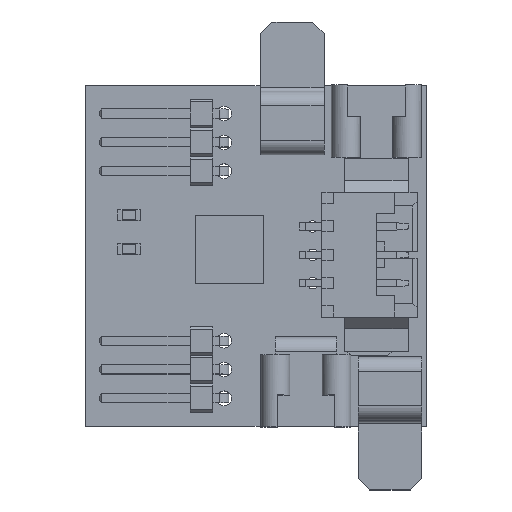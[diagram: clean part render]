
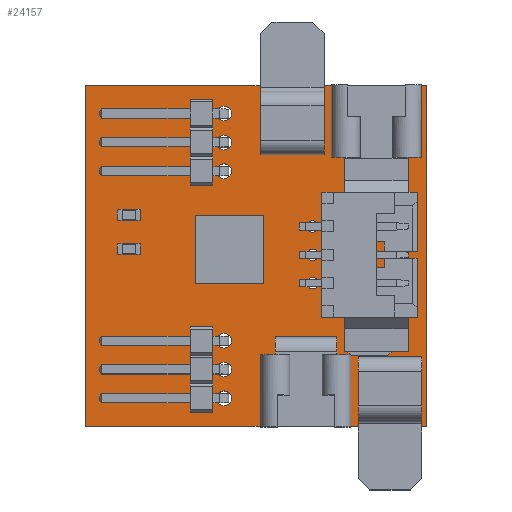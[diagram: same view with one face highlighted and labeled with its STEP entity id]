
A CAD part, top view. The second image highlights one B-rep face of the part: STEP entity #24157.
In plain terms, the highlighted planar face has unit normal (0, 0, 1).
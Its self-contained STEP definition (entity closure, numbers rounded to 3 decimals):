
#23891 = VERTEX_POINT('',#23892);
#23892 = CARTESIAN_POINT('',(7.5,-7.5,1.6));
#23898 = EDGE_CURVE('',#23891,#23899,#23901,.T.);
#23899 = VERTEX_POINT('',#23900);
#23900 = CARTESIAN_POINT('',(-7.5,-7.5,1.6));
#23901 = LINE('',#23902,#23903);
#23902 = CARTESIAN_POINT('',(7.5,-7.5,1.6));
#23903 = VECTOR('',#23904,1.);
#23904 = DIRECTION('',(-1.,0.,0.));
#23931 = VERTEX_POINT('',#23932);
#23932 = CARTESIAN_POINT('',(7.5,7.5,1.6));
#23938 = EDGE_CURVE('',#23931,#23891,#23939,.T.);
#23939 = LINE('',#23940,#23941);
#23940 = CARTESIAN_POINT('',(7.5,7.5,1.6));
#23941 = VECTOR('',#23942,1.);
#23942 = DIRECTION('',(0.,-1.,0.));
#23960 = EDGE_CURVE('',#23899,#23961,#23963,.T.);
#23961 = VERTEX_POINT('',#23962);
#23962 = CARTESIAN_POINT('',(-7.5,7.5,1.6));
#23963 = LINE('',#23964,#23965);
#23964 = CARTESIAN_POINT('',(-7.5,-7.5,1.6));
#23965 = VECTOR('',#23966,1.);
#23966 = DIRECTION('',(0.,1.,0.));
#24157 = ADVANCED_FACE('',(#24158,#24169,#24180,#24191,#24202,#24213,
    #24224,#24235,#24246,#24257,#24268,#24279,#24290,#24301,#24312),
  #24323,.T.);
#24158 = FACE_BOUND('',#24159,.T.);
#24159 = EDGE_LOOP('',(#24160,#24161,#24162,#24168));
#24160 = ORIENTED_EDGE('',*,*,#23898,.F.);
#24161 = ORIENTED_EDGE('',*,*,#23938,.F.);
#24162 = ORIENTED_EDGE('',*,*,#24163,.F.);
#24163 = EDGE_CURVE('',#23961,#23931,#24164,.T.);
#24164 = LINE('',#24165,#24166);
#24165 = CARTESIAN_POINT('',(-7.5,7.5,1.6));
#24166 = VECTOR('',#24167,1.);
#24167 = DIRECTION('',(1.,0.,0.));
#24168 = ORIENTED_EDGE('',*,*,#23960,.F.);
#24169 = FACE_BOUND('',#24170,.T.);
#24170 = EDGE_LOOP('',(#24171));
#24171 = ORIENTED_EDGE('',*,*,#24172,.T.);
#24172 = EDGE_CURVE('',#24173,#24173,#24175,.T.);
#24173 = VERTEX_POINT('',#24174);
#24174 = CARTESIAN_POINT('',(-1.4,-6.595,1.6));
#24175 = CIRCLE('',#24176,0.325);
#24176 = AXIS2_PLACEMENT_3D('',#24177,#24178,#24179);
#24177 = CARTESIAN_POINT('',(-1.4,-6.27,1.6));
#24178 = DIRECTION('',(-0.,0.,-1.));
#24179 = DIRECTION('',(-0.,-1.,0.));
#24180 = FACE_BOUND('',#24181,.T.);
#24181 = EDGE_LOOP('',(#24182));
#24182 = ORIENTED_EDGE('',*,*,#24183,.T.);
#24183 = EDGE_CURVE('',#24184,#24184,#24186,.T.);
#24184 = VERTEX_POINT('',#24185);
#24185 = CARTESIAN_POINT('',(-1.4,-5.325,1.6));
#24186 = CIRCLE('',#24187,0.325);
#24187 = AXIS2_PLACEMENT_3D('',#24188,#24189,#24190);
#24188 = CARTESIAN_POINT('',(-1.4,-5.,1.6));
#24189 = DIRECTION('',(-0.,0.,-1.));
#24190 = DIRECTION('',(-0.,-1.,0.));
#24191 = FACE_BOUND('',#24192,.T.);
#24192 = EDGE_LOOP('',(#24193));
#24193 = ORIENTED_EDGE('',*,*,#24194,.T.);
#24194 = EDGE_CURVE('',#24195,#24195,#24197,.T.);
#24195 = VERTEX_POINT('',#24196);
#24196 = CARTESIAN_POINT('',(-1.4,-4.055,1.6));
#24197 = CIRCLE('',#24198,0.325);
#24198 = AXIS2_PLACEMENT_3D('',#24199,#24200,#24201);
#24199 = CARTESIAN_POINT('',(-1.4,-3.73,1.6));
#24200 = DIRECTION('',(-0.,0.,-1.));
#24201 = DIRECTION('',(-0.,-1.,0.));
#24202 = FACE_BOUND('',#24203,.T.);
#24203 = EDGE_LOOP('',(#24204));
#24204 = ORIENTED_EDGE('',*,*,#24205,.T.);
#24205 = EDGE_CURVE('',#24206,#24206,#24208,.T.);
#24206 = VERTEX_POINT('',#24207);
#24207 = CARTESIAN_POINT('',(-1.865,-0.58,1.6));
#24208 = CIRCLE('',#24209,0.15);
#24209 = AXIS2_PLACEMENT_3D('',#24210,#24211,#24212);
#24210 = CARTESIAN_POINT('',(-1.865,-0.43,1.6));
#24211 = DIRECTION('',(-0.,0.,-1.));
#24212 = DIRECTION('',(-0.,-1.,0.));
#24213 = FACE_BOUND('',#24214,.T.);
#24214 = EDGE_LOOP('',(#24215));
#24215 = ORIENTED_EDGE('',*,*,#24216,.T.);
#24216 = EDGE_CURVE('',#24217,#24217,#24219,.T.);
#24217 = VERTEX_POINT('',#24218);
#24218 = CARTESIAN_POINT('',(-0.465,-0.58,1.6));
#24219 = CIRCLE('',#24220,0.15);
#24220 = AXIS2_PLACEMENT_3D('',#24221,#24222,#24223);
#24221 = CARTESIAN_POINT('',(-0.465,-0.43,1.6));
#24222 = DIRECTION('',(-0.,0.,-1.));
#24223 = DIRECTION('',(0.,-1.,0.));
#24224 = FACE_BOUND('',#24225,.T.);
#24225 = EDGE_LOOP('',(#24226));
#24226 = ORIENTED_EDGE('',*,*,#24227,.T.);
#24227 = EDGE_CURVE('',#24228,#24228,#24230,.T.);
#24228 = VERTEX_POINT('',#24229);
#24229 = CARTESIAN_POINT('',(2.5,-1.45,1.6));
#24230 = CIRCLE('',#24231,0.25);
#24231 = AXIS2_PLACEMENT_3D('',#24232,#24233,#24234);
#24232 = CARTESIAN_POINT('',(2.5,-1.2,1.6));
#24233 = DIRECTION('',(-0.,0.,-1.));
#24234 = DIRECTION('',(-0.,-1.,0.));
#24235 = FACE_BOUND('',#24236,.T.);
#24236 = EDGE_LOOP('',(#24237));
#24237 = ORIENTED_EDGE('',*,*,#24238,.T.);
#24238 = EDGE_CURVE('',#24239,#24239,#24241,.T.);
#24239 = VERTEX_POINT('',#24240);
#24240 = CARTESIAN_POINT('',(-1.865,0.82,1.6));
#24241 = CIRCLE('',#24242,0.15);
#24242 = AXIS2_PLACEMENT_3D('',#24243,#24244,#24245);
#24243 = CARTESIAN_POINT('',(-1.865,0.97,1.6));
#24244 = DIRECTION('',(-0.,0.,-1.));
#24245 = DIRECTION('',(-0.,-1.,0.));
#24246 = FACE_BOUND('',#24247,.T.);
#24247 = EDGE_LOOP('',(#24248));
#24248 = ORIENTED_EDGE('',*,*,#24249,.T.);
#24249 = EDGE_CURVE('',#24250,#24250,#24252,.T.);
#24250 = VERTEX_POINT('',#24251);
#24251 = CARTESIAN_POINT('',(-1.165,0.145,1.6));
#24252 = CIRCLE('',#24253,0.15);
#24253 = AXIS2_PLACEMENT_3D('',#24254,#24255,#24256);
#24254 = CARTESIAN_POINT('',(-1.165,0.295,1.6));
#24255 = DIRECTION('',(-0.,0.,-1.));
#24256 = DIRECTION('',(0.,-1.,-0.));
#24257 = FACE_BOUND('',#24258,.T.);
#24258 = EDGE_LOOP('',(#24259));
#24259 = ORIENTED_EDGE('',*,*,#24260,.T.);
#24260 = EDGE_CURVE('',#24261,#24261,#24263,.T.);
#24261 = VERTEX_POINT('',#24262);
#24262 = CARTESIAN_POINT('',(-0.465,0.82,1.6));
#24263 = CIRCLE('',#24264,0.15);
#24264 = AXIS2_PLACEMENT_3D('',#24265,#24266,#24267);
#24265 = CARTESIAN_POINT('',(-0.465,0.97,1.6));
#24266 = DIRECTION('',(-0.,0.,-1.));
#24267 = DIRECTION('',(0.,-1.,0.));
#24268 = FACE_BOUND('',#24269,.T.);
#24269 = EDGE_LOOP('',(#24270));
#24270 = ORIENTED_EDGE('',*,*,#24271,.T.);
#24271 = EDGE_CURVE('',#24272,#24272,#24274,.T.);
#24272 = VERTEX_POINT('',#24273);
#24273 = CARTESIAN_POINT('',(-1.4,3.405,1.6));
#24274 = CIRCLE('',#24275,0.325);
#24275 = AXIS2_PLACEMENT_3D('',#24276,#24277,#24278);
#24276 = CARTESIAN_POINT('',(-1.4,3.73,1.6));
#24277 = DIRECTION('',(-0.,0.,-1.));
#24278 = DIRECTION('',(-0.,-1.,0.));
#24279 = FACE_BOUND('',#24280,.T.);
#24280 = EDGE_LOOP('',(#24281));
#24281 = ORIENTED_EDGE('',*,*,#24282,.T.);
#24282 = EDGE_CURVE('',#24283,#24283,#24285,.T.);
#24283 = VERTEX_POINT('',#24284);
#24284 = CARTESIAN_POINT('',(-1.4,4.675,1.6));
#24285 = CIRCLE('',#24286,0.325);
#24286 = AXIS2_PLACEMENT_3D('',#24287,#24288,#24289);
#24287 = CARTESIAN_POINT('',(-1.4,5.,1.6));
#24288 = DIRECTION('',(-0.,0.,-1.));
#24289 = DIRECTION('',(-0.,-1.,0.));
#24290 = FACE_BOUND('',#24291,.T.);
#24291 = EDGE_LOOP('',(#24292));
#24292 = ORIENTED_EDGE('',*,*,#24293,.T.);
#24293 = EDGE_CURVE('',#24294,#24294,#24296,.T.);
#24294 = VERTEX_POINT('',#24295);
#24295 = CARTESIAN_POINT('',(-1.4,5.945,1.6));
#24296 = CIRCLE('',#24297,0.325);
#24297 = AXIS2_PLACEMENT_3D('',#24298,#24299,#24300);
#24298 = CARTESIAN_POINT('',(-1.4,6.27,1.6));
#24299 = DIRECTION('',(-0.,0.,-1.));
#24300 = DIRECTION('',(-0.,-1.,0.));
#24301 = FACE_BOUND('',#24302,.T.);
#24302 = EDGE_LOOP('',(#24303));
#24303 = ORIENTED_EDGE('',*,*,#24304,.T.);
#24304 = EDGE_CURVE('',#24305,#24305,#24307,.T.);
#24305 = VERTEX_POINT('',#24306);
#24306 = CARTESIAN_POINT('',(2.5,-0.2,1.6));
#24307 = CIRCLE('',#24308,0.25);
#24308 = AXIS2_PLACEMENT_3D('',#24309,#24310,#24311);
#24309 = CARTESIAN_POINT('',(2.5,0.05,1.6));
#24310 = DIRECTION('',(-0.,0.,-1.));
#24311 = DIRECTION('',(-0.,-1.,0.));
#24312 = FACE_BOUND('',#24313,.T.);
#24313 = EDGE_LOOP('',(#24314));
#24314 = ORIENTED_EDGE('',*,*,#24315,.T.);
#24315 = EDGE_CURVE('',#24316,#24316,#24318,.T.);
#24316 = VERTEX_POINT('',#24317);
#24317 = CARTESIAN_POINT('',(2.5,1.05,1.6));
#24318 = CIRCLE('',#24319,0.25);
#24319 = AXIS2_PLACEMENT_3D('',#24320,#24321,#24322);
#24320 = CARTESIAN_POINT('',(2.5,1.3,1.6));
#24321 = DIRECTION('',(-0.,0.,-1.));
#24322 = DIRECTION('',(-0.,-1.,0.));
#24323 = PLANE('',#24324);
#24324 = AXIS2_PLACEMENT_3D('',#24325,#24326,#24327);
#24325 = CARTESIAN_POINT('',(0.,0.,1.6));
#24326 = DIRECTION('',(0.,0.,1.));
#24327 = DIRECTION('',(1.,0.,-0.));
